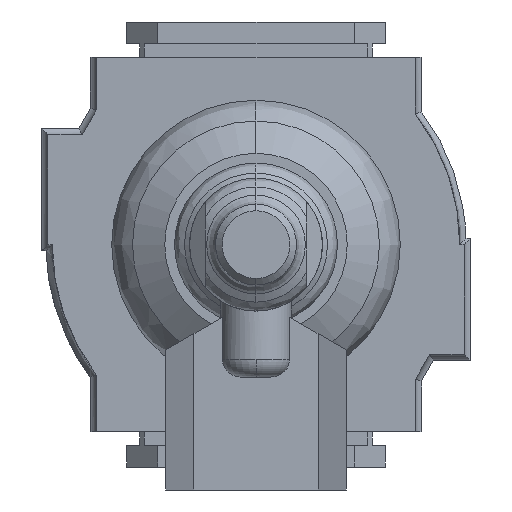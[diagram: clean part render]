
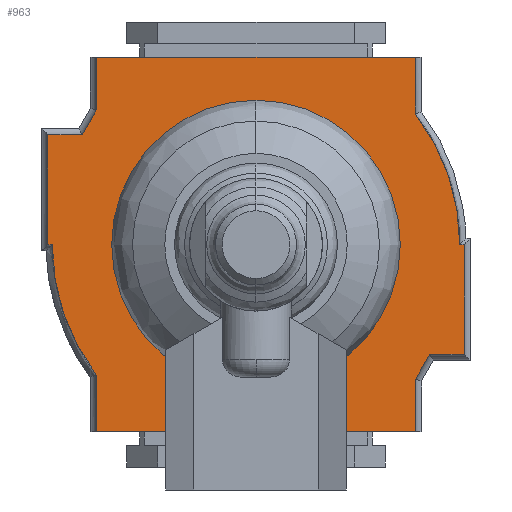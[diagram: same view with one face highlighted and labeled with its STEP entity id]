
A CAD part, front view. The second image highlights one B-rep face of the part: STEP entity #963.
In plain terms, the highlighted face is planar.
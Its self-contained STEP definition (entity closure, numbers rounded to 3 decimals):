
#16 = ORIENTED_EDGE ( 'NONE', *, *, #936, .F. ) ;
#27 = ORIENTED_EDGE ( 'NONE', *, *, #1870, .F. ) ;
#62 = CARTESIAN_POINT ( 'NONE',  ( -23., 30.9, 0. ) ) ;
#84 = VERTEX_POINT ( 'NONE', #7342 ) ;
#219 = CARTESIAN_POINT ( 'NONE',  ( -23.5, 30.9, -12.4 ) ) ;
#262 = VERTEX_POINT ( 'NONE', #1862 ) ;
#275 = CARTESIAN_POINT ( 'NONE',  ( 1.2, 30.9, 0. ) ) ;
#309 = CARTESIAN_POINT ( 'NONE',  ( 23.5, 30.9, 0. ) ) ;
#345 = CARTESIAN_POINT ( 'NONE',  ( -18., 30.9, 14.731 ) ) ;
#352 = ORIENTED_EDGE ( 'NONE', *, *, #2698, .F. ) ;
#370 = CARTESIAN_POINT ( 'NONE',  ( 18., 30.9, -14.731 ) ) ;
#402 = ORIENTED_EDGE ( 'NONE', *, *, #5253, .F. ) ;
#492 = VECTOR ( 'NONE', #5100, 1000. ) ;
#578 = ORIENTED_EDGE ( 'NONE', *, *, #6057, .F. ) ;
#621 = VECTOR ( 'NONE', #6241, 1000. ) ;
#627 = ORIENTED_EDGE ( 'NONE', *, *, #3714, .F. ) ;
#723 = VERTEX_POINT ( 'NONE', #2037 ) ;
#936 = EDGE_CURVE ( 'NONE', #723, #1950, #4808, .T. ) ;
#963 = ADVANCED_FACE ( 'NONE', ( #1404 ), #4927, .T. ) ;
#1029 = DIRECTION ( 'NONE',  ( -1., 0., 0. ) ) ;
#1164 = CARTESIAN_POINT ( 'NONE',  ( 23.5, 30.9, 0. ) ) ;
#1202 = VERTEX_POINT ( 'NONE', #370 ) ;
#1256 = CARTESIAN_POINT ( 'NONE',  ( 23.5, 30.9, 12.4 ) ) ;
#1394 = LINE ( 'NONE', #6202, #3158 ) ;
#1404 = FACE_OUTER_BOUND ( 'NONE', #3313, .T. ) ;
#1457 = ORIENTED_EDGE ( 'NONE', *, *, #4123, .F. ) ;
#1481 = ORIENTED_EDGE ( 'NONE', *, *, #4346, .F. ) ;
#1544 = DIRECTION ( 'NONE',  ( 1., 0., 0. ) ) ;
#1614 = DIRECTION ( 'NONE',  ( 0., -1., 0. ) ) ;
#1713 = VERTEX_POINT ( 'NONE', #345 ) ;
#1754 = DIRECTION ( 'NONE',  ( -1., 0., 0. ) ) ;
#1755 = VECTOR ( 'NONE', #3019, 1000. ) ;
#1862 = CARTESIAN_POINT ( 'NONE',  ( -18., 30.9, -15.2 ) ) ;
#1870 = EDGE_CURVE ( 'NONE', #1950, #4249, #1394, .T. ) ;
#1950 = VERTEX_POINT ( 'NONE', #3951 ) ;
#1951 = DIRECTION ( 'NONE',  ( 0., 0., 1. ) ) ;
#2009 = LINE ( 'NONE', #7366, #5156 ) ;
#2033 = DIRECTION ( 'NONE',  ( -1., 0., 0. ) ) ;
#2037 = CARTESIAN_POINT ( 'NONE',  ( 19.6, 30.9, 12.4 ) ) ;
#2082 = VERTEX_POINT ( 'NONE', #3164 ) ;
#2129 = AXIS2_PLACEMENT_3D ( 'NONE', #6898, #1614, #3964 ) ;
#2213 = CARTESIAN_POINT ( 'NONE',  ( 23., 30.9, 0. ) ) ;
#2215 = DIRECTION ( 'NONE',  ( 1., 0., 0. ) ) ;
#2224 = CARTESIAN_POINT ( 'NONE',  ( 18., 30.9, 21.125 ) ) ;
#2250 = VECTOR ( 'NONE', #6629, 1000. ) ;
#2252 = ORIENTED_EDGE ( 'NONE', *, *, #4806, .F. ) ;
#2308 = ORIENTED_EDGE ( 'NONE', *, *, #7469, .F. ) ;
#2428 = LINE ( 'NONE', #1164, #2456 ) ;
#2447 = VECTOR ( 'NONE', #1029, 1000. ) ;
#2456 = VECTOR ( 'NONE', #5323, 1000. ) ;
#2500 = VERTEX_POINT ( 'NONE', #6358 ) ;
#2503 = EDGE_CURVE ( 'NONE', #4249, #3617, #6426, .T. ) ;
#2616 = VECTOR ( 'NONE', #1544, 1000. ) ;
#2620 = DIRECTION ( 'NONE',  ( -0.496, 0., 0.868 ) ) ;
#2621 = CIRCLE ( 'NONE', #2129, 24.2 ) ;
#2628 = DIRECTION ( 'NONE',  ( 0., -1., 0. ) ) ;
#2640 = CARTESIAN_POINT ( 'NONE',  ( -18., 30.9, -21.125 ) ) ;
#2698 = EDGE_CURVE ( 'NONE', #7308, #7306, #2009, .T. ) ;
#2753 = EDGE_CURVE ( 'NONE', #3850, #1202, #5685, .T. ) ;
#2826 = CARTESIAN_POINT ( 'NONE',  ( -23.5, 30.9, -12.4 ) ) ;
#2917 = VERTEX_POINT ( 'NONE', #5435 ) ;
#2972 = VERTEX_POINT ( 'NONE', #309 ) ;
#3019 = DIRECTION ( 'NONE',  ( -1., 0., 0. ) ) ;
#3151 = LINE ( 'NONE', #6223, #5090 ) ;
#3158 = VECTOR ( 'NONE', #5035, 1000. ) ;
#3164 = CARTESIAN_POINT ( 'NONE',  ( -18., 30.9, -21.125 ) ) ;
#3200 = VECTOR ( 'NONE', #1754, 1000. ) ;
#3227 = CIRCLE ( 'NONE', #6329, 24.2 ) ;
#3313 = EDGE_LOOP ( 'NONE', ( #5710, #5871, #5369, #4068, #6950, #627, #578, #352, #2308, #1457, #2252, #7098, #27, #16, #1481, #402 ) ) ;
#3328 = CARTESIAN_POINT ( 'NONE',  ( -18., 30.9, 21.125 ) ) ;
#3359 = LINE ( 'NONE', #2826, #4275 ) ;
#3431 = LINE ( 'NONE', #2213, #2616 ) ;
#3617 = VERTEX_POINT ( 'NONE', #3328 ) ;
#3713 = DIRECTION ( 'NONE',  ( 0., 1., 0. ) ) ;
#3714 = EDGE_CURVE ( 'NONE', #2500, #262, #4862, .T. ) ;
#3811 = EDGE_CURVE ( 'NONE', #2917, #2972, #3431, .T. ) ;
#3817 = CARTESIAN_POINT ( 'NONE',  ( 18., 30.9, -21.125 ) ) ;
#3850 = VERTEX_POINT ( 'NONE', #5393 ) ;
#3951 = CARTESIAN_POINT ( 'NONE',  ( 18., 30.9, 15.2 ) ) ;
#3964 = DIRECTION ( 'NONE',  ( 1., 0., 0. ) ) ;
#4068 = ORIENTED_EDGE ( 'NONE', *, *, #5987, .F. ) ;
#4123 = EDGE_CURVE ( 'NONE', #1713, #7580, #3227, .T. ) ;
#4247 = EDGE_CURVE ( 'NONE', #1202, #2917, #2621, .T. ) ;
#4249 = VERTEX_POINT ( 'NONE', #6338 ) ;
#4275 = VECTOR ( 'NONE', #2215, 1000. ) ;
#4346 = EDGE_CURVE ( 'NONE', #84, #723, #6969, .T. ) ;
#4493 = CARTESIAN_POINT ( 'NONE',  ( -18., 30.9, 21.125 ) ) ;
#4602 = EDGE_CURVE ( 'NONE', #262, #2082, #3151, .T. ) ;
#4806 = EDGE_CURVE ( 'NONE', #3617, #1713, #6758, .T. ) ;
#4808 = LINE ( 'NONE', #5430, #5263 ) ;
#4862 = LINE ( 'NONE', #7206, #2250 ) ;
#4927 = PLANE ( 'NONE',  #5018 ) ;
#4963 = CARTESIAN_POINT ( 'NONE',  ( 0., 30.9, 0. ) ) ;
#5018 = AXIS2_PLACEMENT_3D ( 'NONE', #4963, #3713, #1951 ) ;
#5035 = DIRECTION ( 'NONE',  ( 0., 0., 1. ) ) ;
#5090 = VECTOR ( 'NONE', #6103, 1000. ) ;
#5100 = DIRECTION ( 'NONE',  ( 0., 0., 1. ) ) ;
#5156 = VECTOR ( 'NONE', #7326, 1000. ) ;
#5253 = EDGE_CURVE ( 'NONE', #2972, #84, #2428, .T. ) ;
#5263 = VECTOR ( 'NONE', #2620, 1000. ) ;
#5323 = DIRECTION ( 'NONE',  ( 0., 0., 1. ) ) ;
#5369 = ORIENTED_EDGE ( 'NONE', *, *, #2753, .F. ) ;
#5393 = CARTESIAN_POINT ( 'NONE',  ( 18., 30.9, -21.125 ) ) ;
#5430 = CARTESIAN_POINT ( 'NONE',  ( 19.6, 30.9, 12.4 ) ) ;
#5435 = CARTESIAN_POINT ( 'NONE',  ( 23., 30.9, 0. ) ) ;
#5685 = LINE ( 'NONE', #3817, #492 ) ;
#5710 = ORIENTED_EDGE ( 'NONE', *, *, #3811, .F. ) ;
#5780 = LINE ( 'NONE', #62, #3200 ) ;
#5871 = ORIENTED_EDGE ( 'NONE', *, *, #4247, .F. ) ;
#5987 = EDGE_CURVE ( 'NONE', #2082, #3850, #6033, .T. ) ;
#6033 = LINE ( 'NONE', #2640, #7488 ) ;
#6057 = EDGE_CURVE ( 'NONE', #7306, #2500, #3359, .T. ) ;
#6075 = DIRECTION ( 'NONE',  ( 1., 0., 0. ) ) ;
#6103 = DIRECTION ( 'NONE',  ( 0., 0., -1. ) ) ;
#6167 = CARTESIAN_POINT ( 'NONE',  ( -23.5, 30.9, 0. ) ) ;
#6202 = CARTESIAN_POINT ( 'NONE',  ( 18., 30.9, 15.2 ) ) ;
#6223 = CARTESIAN_POINT ( 'NONE',  ( -18., 30.9, -15.2 ) ) ;
#6241 = DIRECTION ( 'NONE',  ( 0., 0., -1. ) ) ;
#6329 = AXIS2_PLACEMENT_3D ( 'NONE', #275, #2628, #2033 ) ;
#6338 = CARTESIAN_POINT ( 'NONE',  ( 18., 30.9, 21.125 ) ) ;
#6358 = CARTESIAN_POINT ( 'NONE',  ( -19.6, 30.9, -12.4 ) ) ;
#6426 = LINE ( 'NONE', #2224, #2447 ) ;
#6629 = DIRECTION ( 'NONE',  ( 0.496, 0., -0.868 ) ) ;
#6758 = LINE ( 'NONE', #4493, #621 ) ;
#6898 = CARTESIAN_POINT ( 'NONE',  ( -1.2, 30.9, 0. ) ) ;
#6950 = ORIENTED_EDGE ( 'NONE', *, *, #4602, .F. ) ;
#6969 = LINE ( 'NONE', #1256, #1755 ) ;
#7098 = ORIENTED_EDGE ( 'NONE', *, *, #2503, .F. ) ;
#7143 = CARTESIAN_POINT ( 'NONE',  ( -23., 30.9, 0. ) ) ;
#7206 = CARTESIAN_POINT ( 'NONE',  ( -19.6, 30.9, -12.4 ) ) ;
#7306 = VERTEX_POINT ( 'NONE', #219 ) ;
#7308 = VERTEX_POINT ( 'NONE', #6167 ) ;
#7326 = DIRECTION ( 'NONE',  ( 0., 0., -1. ) ) ;
#7342 = CARTESIAN_POINT ( 'NONE',  ( 23.5, 30.9, 12.4 ) ) ;
#7366 = CARTESIAN_POINT ( 'NONE',  ( -23.5, 30.9, 0. ) ) ;
#7469 = EDGE_CURVE ( 'NONE', #7580, #7308, #5780, .T. ) ;
#7488 = VECTOR ( 'NONE', #6075, 1000. ) ;
#7580 = VERTEX_POINT ( 'NONE', #7143 ) ;
